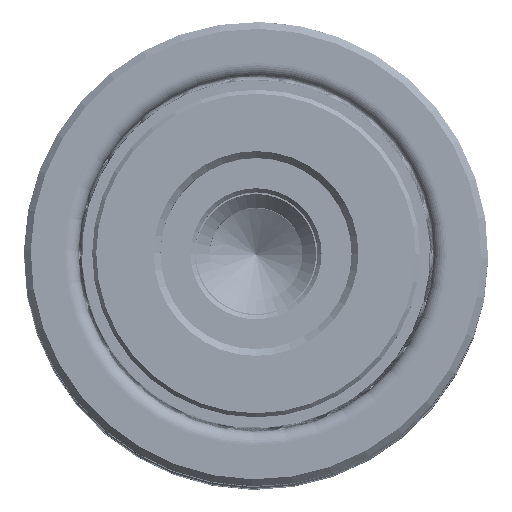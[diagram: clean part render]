
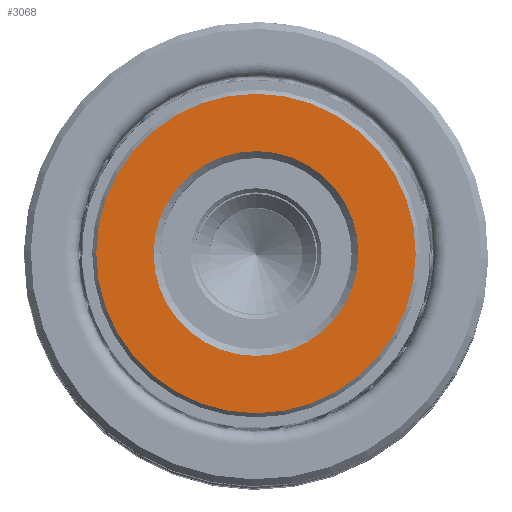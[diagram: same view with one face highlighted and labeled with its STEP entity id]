
A CAD part, top view. The second image highlights one B-rep face of the part: STEP entity #3068.
In plain terms, the highlighted face is planar.
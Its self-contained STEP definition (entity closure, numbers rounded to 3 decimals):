
#381 = EDGE_LOOP ( 'NONE', ( #19174, #2689 ) ) ;
#2689 = ORIENTED_EDGE ( 'NONE', *, *, #30960, .T. ) ;
#3068 = ADVANCED_FACE ( 'NONE', ( #11874, #32968 ), #23481, .F. ) ;
#3420 = CARTESIAN_POINT ( 'NONE',  ( 0., 0., 0. ) ) ;
#4403 = DIRECTION ( 'NONE',  ( 0., 0., -1. ) ) ;
#5924 = DIRECTION ( 'NONE',  ( 0., 0., -1. ) ) ;
#6449 = DIRECTION ( 'NONE',  ( 1., 0., 0. ) ) ;
#8358 = EDGE_CURVE ( 'NONE', #25303, #23085, #28796, .T. ) ;
#11589 = DIRECTION ( 'NONE',  ( 1., 0., 0. ) ) ;
#11874 = FACE_OUTER_BOUND ( 'NONE', #381, .T. ) ;
#12945 = VERTEX_POINT ( 'NONE', #16467 ) ;
#14192 = CARTESIAN_POINT ( 'NONE',  ( 0., 0., 0. ) ) ;
#15911 = AXIS2_PLACEMENT_3D ( 'NONE', #14192, #35189, #17194 ) ;
#16467 = CARTESIAN_POINT ( 'NONE',  ( -11.7, 0., 0. ) ) ;
#17194 = DIRECTION ( 'NONE',  ( 1., 0., 0. ) ) ;
#19174 = ORIENTED_EDGE ( 'NONE', *, *, #32066, .T. ) ;
#20432 = AXIS2_PLACEMENT_3D ( 'NONE', #22363, #4403, #25376 ) ;
#22080 = AXIS2_PLACEMENT_3D ( 'NONE', #23220, #29527, #11589 ) ;
#22363 = CARTESIAN_POINT ( 'NONE',  ( 0., 0., 0. ) ) ;
#23085 = VERTEX_POINT ( 'NONE', #38664 ) ;
#23220 = CARTESIAN_POINT ( 'NONE',  ( 0., 0., 0. ) ) ;
#23481 = PLANE ( 'NONE',  #22080 ) ;
#23490 = EDGE_CURVE ( 'NONE', #23085, #25303, #26729, .T. ) ;
#23883 = CARTESIAN_POINT ( 'NONE',  ( 0., 0., 0. ) ) ;
#24407 = DIRECTION ( 'NONE',  ( 0., 0., 1. ) ) ;
#24815 = CARTESIAN_POINT ( 'NONE',  ( 7.5, 0., 0. ) ) ;
#25303 = VERTEX_POINT ( 'NONE', #24815 ) ;
#25376 = DIRECTION ( 'NONE',  ( 1., 0., 0. ) ) ;
#25507 = CIRCLE ( 'NONE', #29985, 11.7 ) ;
#26729 = CIRCLE ( 'NONE', #35511, 7.5 ) ;
#26896 = DIRECTION ( 'NONE',  ( 1., 0., 0. ) ) ;
#28554 = ORIENTED_EDGE ( 'NONE', *, *, #8358, .T. ) ;
#28796 = CIRCLE ( 'NONE', #15911, 7.5 ) ;
#29527 = DIRECTION ( 'NONE',  ( 0., 0., 1. ) ) ;
#29729 = CARTESIAN_POINT ( 'NONE',  ( 11.7, 0., 0. ) ) ;
#29985 = AXIS2_PLACEMENT_3D ( 'NONE', #23883, #5924, #26896 ) ;
#30960 = EDGE_CURVE ( 'NONE', #12945, #33337, #25507, .T. ) ;
#31324 = EDGE_LOOP ( 'NONE', ( #37730, #28554 ) ) ;
#32064 = CIRCLE ( 'NONE', #20432, 11.7 ) ;
#32066 = EDGE_CURVE ( 'NONE', #33337, #12945, #32064, .T. ) ;
#32968 = FACE_BOUND ( 'NONE', #31324, .T. ) ;
#33337 = VERTEX_POINT ( 'NONE', #29729 ) ;
#35189 = DIRECTION ( 'NONE',  ( 0., 0., 1. ) ) ;
#35511 = AXIS2_PLACEMENT_3D ( 'NONE', #3420, #24407, #6449 ) ;
#37730 = ORIENTED_EDGE ( 'NONE', *, *, #23490, .T. ) ;
#38664 = CARTESIAN_POINT ( 'NONE',  ( -7.5, 0., 0. ) ) ;
